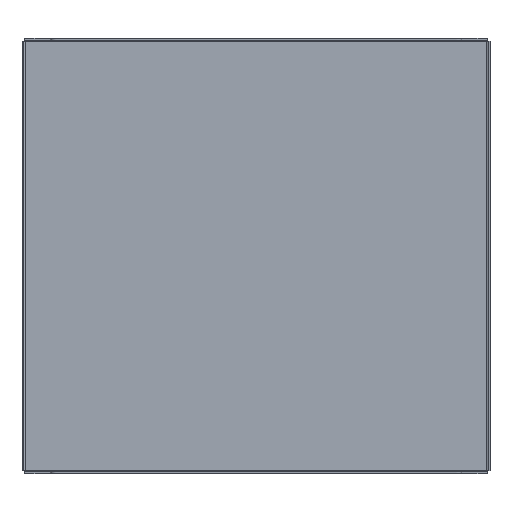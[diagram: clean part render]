
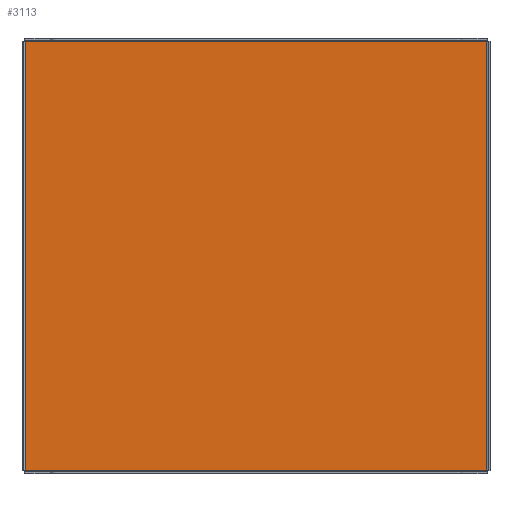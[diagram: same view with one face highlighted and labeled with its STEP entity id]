
A CAD part, left-side view. The second image highlights one B-rep face of the part: STEP entity #3113.
In plain terms, the highlighted planar face has unit normal (-1, 0, 0).
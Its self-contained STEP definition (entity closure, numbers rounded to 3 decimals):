
#108 = LINE ( 'NONE', #2004, #2454 ) ;
#159 = EDGE_CURVE ( 'NONE', #3111, #1099, #108, .T. ) ;
#353 = EDGE_CURVE ( 'NONE', #2370, #918, #2988, .T. ) ;
#358 = DIRECTION ( 'NONE',  ( 0., 0., -1. ) ) ;
#371 = EDGE_CURVE ( 'NONE', #918, #3111, #1581, .T. ) ;
#497 = FACE_OUTER_BOUND ( 'NONE', #1271, .T. ) ;
#509 = ORIENTED_EDGE ( 'NONE', *, *, #159, .F. ) ;
#795 = DIRECTION ( 'NONE',  ( 0., 1., 0. ) ) ;
#874 = PLANE ( 'NONE',  #1837 ) ;
#918 = VERTEX_POINT ( 'NONE', #1959 ) ;
#1099 = VERTEX_POINT ( 'NONE', #2089 ) ;
#1271 = EDGE_LOOP ( 'NONE', ( #2400, #509, #2211, #2019 ) ) ;
#1362 = DIRECTION ( 'NONE',  ( -1., 0., 0. ) ) ;
#1415 = CARTESIAN_POINT ( 'NONE',  ( -1.2, 162.3, 150.8 ) ) ;
#1519 = CARTESIAN_POINT ( 'NONE',  ( -1.2, -162.3, 151.093 ) ) ;
#1569 = DIRECTION ( 'NONE',  ( 0., 0., 1. ) ) ;
#1581 = LINE ( 'NONE', #1519, #2838 ) ;
#1837 = AXIS2_PLACEMENT_3D ( 'NONE', #2787, #1362, #1569 ) ;
#1959 = CARTESIAN_POINT ( 'NONE',  ( -1.2, -162.3, 150.8 ) ) ;
#2004 = CARTESIAN_POINT ( 'NONE',  ( -1.2, -162.593, -150.8 ) ) ;
#2019 = ORIENTED_EDGE ( 'NONE', *, *, #353, .F. ) ;
#2089 = CARTESIAN_POINT ( 'NONE',  ( -1.2, 162.3, -150.8 ) ) ;
#2118 = EDGE_CURVE ( 'NONE', #1099, #2370, #2868, .T. ) ;
#2211 = ORIENTED_EDGE ( 'NONE', *, *, #371, .F. ) ;
#2293 = DIRECTION ( 'NONE',  ( 0., -1., 0. ) ) ;
#2370 = VERTEX_POINT ( 'NONE', #1415 ) ;
#2400 = ORIENTED_EDGE ( 'NONE', *, *, #2118, .F. ) ;
#2454 = VECTOR ( 'NONE', #795, 1000. ) ;
#2527 = CARTESIAN_POINT ( 'NONE',  ( -1.2, 162.593, 150.8 ) ) ;
#2530 = CARTESIAN_POINT ( 'NONE',  ( -1.2, 162.3, -151.093 ) ) ;
#2560 = CARTESIAN_POINT ( 'NONE',  ( -1.2, -162.3, -150.8 ) ) ;
#2725 = VECTOR ( 'NONE', #2293, 1000. ) ;
#2787 = CARTESIAN_POINT ( 'NONE',  ( -1.2, 0., 0. ) ) ;
#2838 = VECTOR ( 'NONE', #358, 1000. ) ;
#2868 = LINE ( 'NONE', #2530, #3016 ) ;
#2988 = LINE ( 'NONE', #2527, #2725 ) ;
#3016 = VECTOR ( 'NONE', #3018, 1000. ) ;
#3018 = DIRECTION ( 'NONE',  ( 0., 0., 1. ) ) ;
#3111 = VERTEX_POINT ( 'NONE', #2560 ) ;
#3113 = ADVANCED_FACE ( 'NONE', ( #497 ), #874, .T. ) ;
